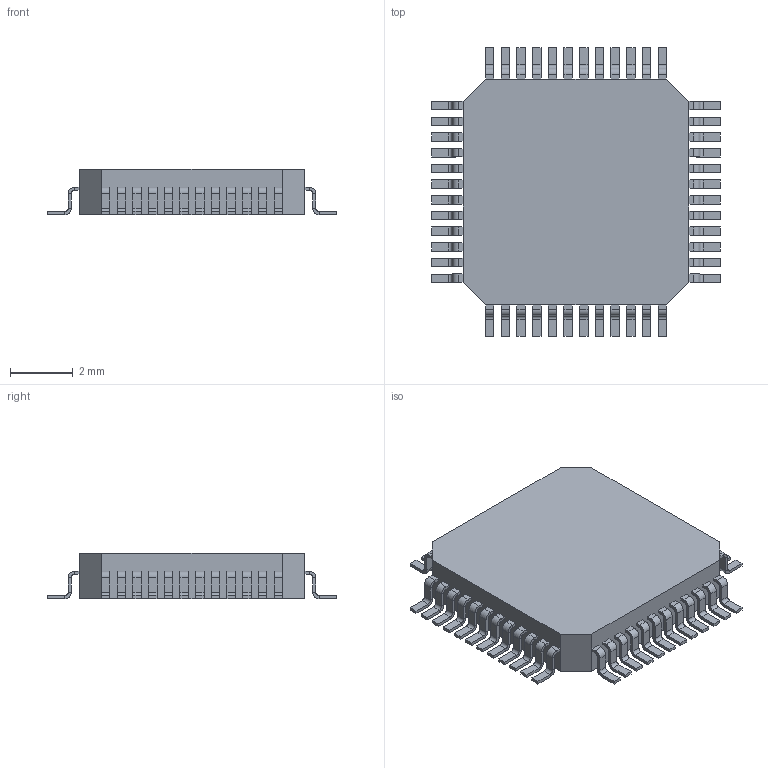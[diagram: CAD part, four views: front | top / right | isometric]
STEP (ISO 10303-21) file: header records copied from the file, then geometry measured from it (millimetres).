
FILE_DESCRIPTION(('Open CASCADE Model'),'2;1');
FILE_NAME('Open CASCADE Shape Model','2023-01-22T23:01:25',('Author'),( 'Open CASCADE'),'Open CASCADE STEP processor 7.5','Open CASCADE 7.5' ,'Unknown');
FILE_SCHEMA(('AUTOMOTIVE_DESIGN { 1 0 10303 214 1 1 1 1 }'));
Length unit declared in the file: millimetre
Products named in the file (4): CQFP50P900X900X160-48N.step; Body; Open CASCADE STEP translator 7.5 52.1.1; Leader
Assembly tree (50 placements, depth 3):
  CQFP50P900X900X160-48N.step
    Body
      Open CASCADE STEP translator 7.5 52.1.1
    Leader  x48
Bounding box: 9.2 x 9.2 x 1.45 mm (x, y, z)
Volume: 75.8 mm3; surface area: 202 mm2
Topology: 49 solids, 49 shells, 1066 faces, 2136 edges, 1168 vertices
Faces by surface type: plane 874, cylinder 192
Entity records: 2174 total; most frequent: CARTESIAN_POINT 365, DIRECTION 360, LINE 174, VECTOR 174, ORIENTED_EDGE 136, PCURVE 136, DEFINITIONAL_REPRESENTATION 136, AXIS2_PLACEMENT_3D 91
